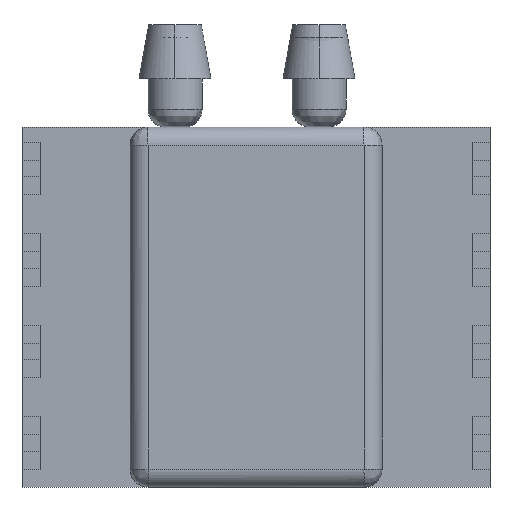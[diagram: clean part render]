
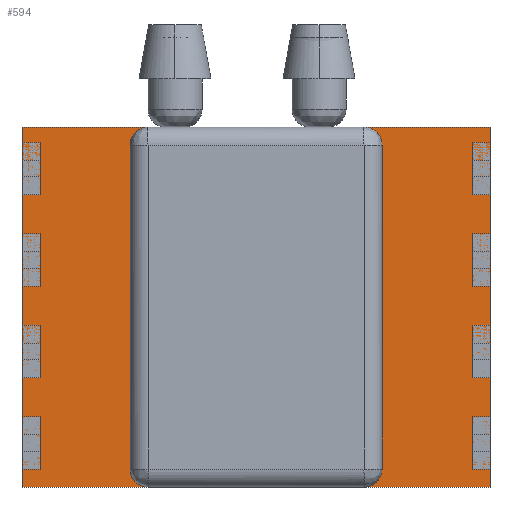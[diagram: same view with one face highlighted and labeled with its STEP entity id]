
A CAD part, top view. The second image highlights one B-rep face of the part: STEP entity #594.
In plain terms, the highlighted planar face has unit normal (0, 0, 1).
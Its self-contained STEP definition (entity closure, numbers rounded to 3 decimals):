
#370=B_SPLINE_CURVE_WITH_KNOTS('',1,(#3677,#3678),.UNSPECIFIED.,.F.,.F.,
(2,2),(0.,10.),.UNSPECIFIED.);
#374=B_SPLINE_CURVE_WITH_KNOTS('',1,(#3685,#3686),.UNSPECIFIED.,.F.,.F.,
(2,2),(10.,23.),.UNSPECIFIED.);
#377=B_SPLINE_CURVE_WITH_KNOTS('',1,(#3691,#3692),.UNSPECIFIED.,.F.,.F.,
(2,2),(23.,33.),.UNSPECIFIED.);
#379=B_SPLINE_CURVE_WITH_KNOTS('',1,(#3695,#3696),.UNSPECIFIED.,.F.,.F.,
(2,2),(33.,46.),.UNSPECIFIED.);
#594=ADVANCED_FACE('',(#742),#2122,.T.);
#742=FACE_OUTER_BOUND('',#890,.T.);
#890=EDGE_LOOP('',(#1455,#1456,#1457,#1458));
#1455=ORIENTED_EDGE('',*,*,#1733,.T.);
#1456=ORIENTED_EDGE('',*,*,#1737,.T.);
#1457=ORIENTED_EDGE('',*,*,#1740,.T.);
#1458=ORIENTED_EDGE('',*,*,#1742,.T.);
#1733=EDGE_CURVE('',#1970,#1969,#370,.T.);
#1737=EDGE_CURVE('',#1969,#1972,#374,.T.);
#1740=EDGE_CURVE('',#1972,#1974,#377,.T.);
#1742=EDGE_CURVE('',#1974,#1970,#379,.T.);
#1969=VERTEX_POINT('',#3667);
#1970=VERTEX_POINT('',#3668);
#1972=VERTEX_POINT('',#3670);
#1974=VERTEX_POINT('',#3672);
#2122=PLANE('',#2258);
#2258=AXIS2_PLACEMENT_3D('',#3664,#2377,$);
#2377=DIRECTION('',(0.,0.,1.));
#3664=CARTESIAN_POINT('',(13.,-1.,3.9));
#3667=CARTESIAN_POINT('',(13.,9.,3.9));
#3668=CARTESIAN_POINT('',(13.,-1.,3.9));
#3670=CARTESIAN_POINT('',(0.,9.,3.9));
#3672=CARTESIAN_POINT('',(0.,-1.,3.9));
#3677=CARTESIAN_POINT('',(13.,-1.,3.9));
#3678=CARTESIAN_POINT('',(13.,9.,3.9));
#3685=CARTESIAN_POINT('',(13.,9.,3.9));
#3686=CARTESIAN_POINT('',(0.,9.,3.9));
#3691=CARTESIAN_POINT('',(0.,9.,3.9));
#3692=CARTESIAN_POINT('',(0.,-1.,3.9));
#3695=CARTESIAN_POINT('',(0.,-1.,3.9));
#3696=CARTESIAN_POINT('',(13.,-1.,3.9));
